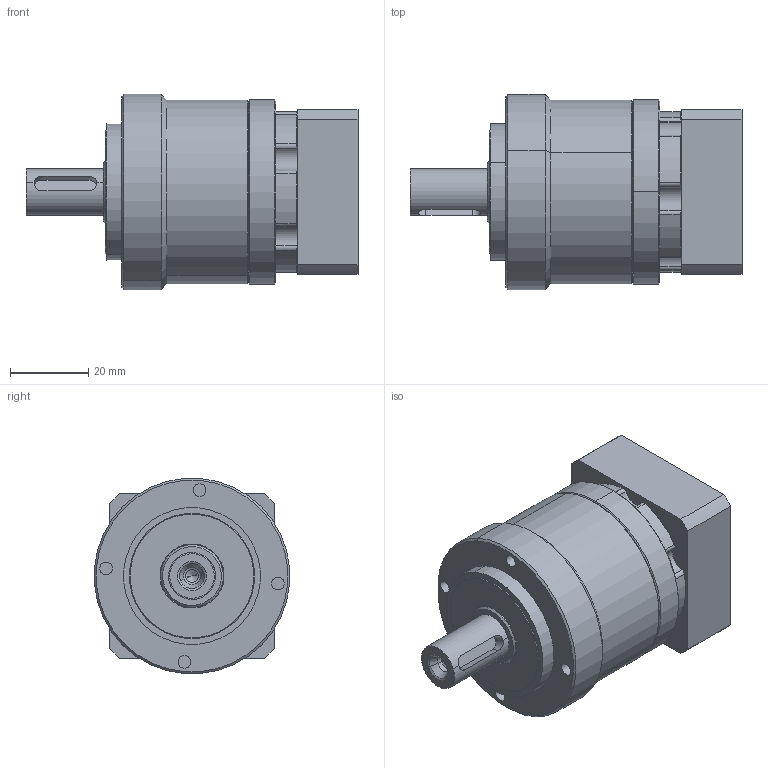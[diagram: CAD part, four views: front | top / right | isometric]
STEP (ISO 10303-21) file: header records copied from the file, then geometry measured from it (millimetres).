
FILE_DESCRIPTION (( 'STEP AP203' ), '1' );
FILE_NAME ('TE050 (1).STEP', '2021-01-18T05:58:10', ( 'Windows 蚚誧' ), ( 'Microsoft' ), 'SwSTEP 2.0', 'SolidWorks 2017', '' );
FILE_SCHEMA (( 'CONFIG_CONTROL_DESIGN' ));
Length unit declared in the file: millimetre
Products named in the file (7): TE050 (1); TE050-HKT; SCA-001-13; TE050 (3); JJT-001; 042-fla-46-m4; CZA-001-8
Assembly tree (6 placements, depth 2):
  TE050 (1)
    SCA-001-13
    TE050 (3)
    TE050-HKT
    042-fla-46-m4
    CZA-001-8
    JJT-001
Bounding box: 84.8 x 49.81 x 49.81 mm (x, y, z)
Volume: 100383.1 mm3; surface area: 31722.8 mm2
Topology: 6 solids, 7 shells, 349 faces, 799 edges, 507 vertices
Faces by surface type: cylinder 181, plane 99, cone 61, torus 8
Entity records: 11046 total; most frequent: CARTESIAN_POINT 2069, DIRECTION 1900, ORIENTED_EDGE 1590, AXIS2_PLACEMENT_3D 799, EDGE_CURVE 795, VERTEX_POINT 507, CIRCLE 441, EDGE_LOOP 428
